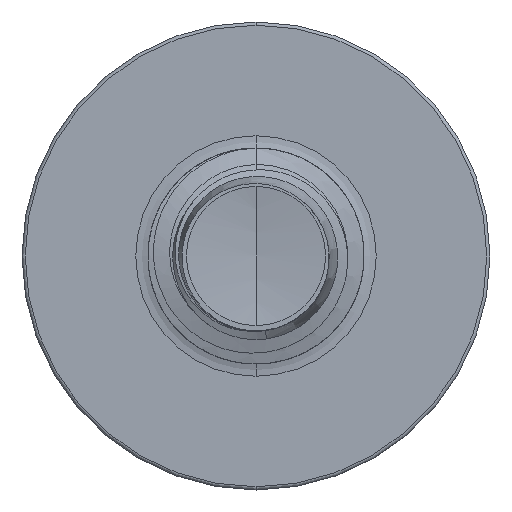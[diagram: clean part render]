
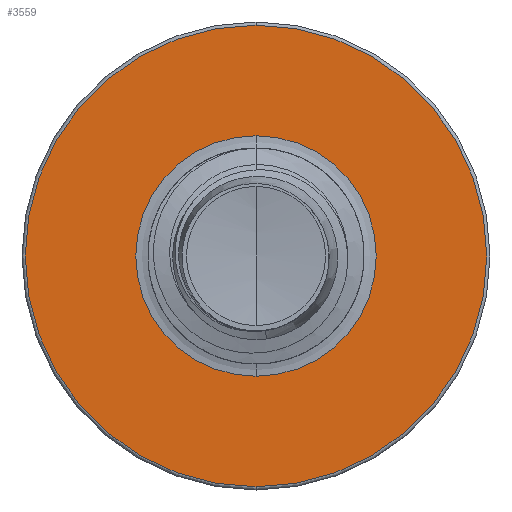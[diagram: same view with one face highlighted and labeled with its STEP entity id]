
A CAD part, front view. The second image highlights one B-rep face of the part: STEP entity #3559.
In plain terms, the highlighted planar face has unit normal (0, -1, 0).
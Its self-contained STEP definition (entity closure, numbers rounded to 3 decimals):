
#50 = VERTEX_POINT ( 'NONE', #5529 ) ;
#904 = DIRECTION ( 'NONE',  ( 0., 1., 0. ) ) ;
#2968 = CIRCLE ( 'NONE', #14900, 3.205 ) ;
#3253 = DIRECTION ( 'NONE',  ( 0., 0., 1. ) ) ;
#3559 = ADVANCED_FACE ( 'NONE', ( #11228, #3563 ), #6935, .F. ) ;
#3563 = FACE_BOUND ( 'NONE', #24208, .T. ) ;
#4466 = CARTESIAN_POINT ( 'NONE',  ( 0., 17.5, 0. ) ) ;
#4737 = ORIENTED_EDGE ( 'NONE', *, *, #9797, .F. ) ;
#5529 = CARTESIAN_POINT ( 'NONE',  ( 0., 17.5, 1.67 ) ) ;
#6257 = ORIENTED_EDGE ( 'NONE', *, *, #31266, .T. ) ;
#6410 = CARTESIAN_POINT ( 'NONE',  ( 0., 17.5, 3.205 ) ) ;
#6896 = DIRECTION ( 'NONE',  ( 0., 0., 1. ) ) ;
#6922 = DIRECTION ( 'NONE',  ( 0., 1., 0. ) ) ;
#6935 = PLANE ( 'NONE',  #16130 ) ;
#7389 = CARTESIAN_POINT ( 'NONE',  ( 0., 17.5, -1.67 ) ) ;
#7821 = DIRECTION ( 'NONE',  ( 0., 0., 1. ) ) ;
#9214 = AXIS2_PLACEMENT_3D ( 'NONE', #4466, #25148, #7821 ) ;
#9797 = EDGE_CURVE ( 'NONE', #30349, #27825, #2968, .T. ) ;
#10346 = CARTESIAN_POINT ( 'NONE',  ( 0., 17.5, -3.205 ) ) ;
#10649 = CIRCLE ( 'NONE', #33947, 3.205 ) ;
#11228 = FACE_OUTER_BOUND ( 'NONE', #17026, .T. ) ;
#12891 = CARTESIAN_POINT ( 'NONE',  ( 0., 17.5, 0. ) ) ;
#13751 = ORIENTED_EDGE ( 'NONE', *, *, #16722, .T. ) ;
#14900 = AXIS2_PLACEMENT_3D ( 'NONE', #19639, #904, #22412 ) ;
#16039 = DIRECTION ( 'NONE',  ( 0., 0., 1. ) ) ;
#16130 = AXIS2_PLACEMENT_3D ( 'NONE', #7389, #6922, #6896 ) ;
#16369 = CIRCLE ( 'NONE', #9214, 1.67 ) ;
#16722 = EDGE_CURVE ( 'NONE', #50, #30059, #16868, .T. ) ;
#16728 = EDGE_CURVE ( 'NONE', #27825, #30349, #10649, .T. ) ;
#16868 = CIRCLE ( 'NONE', #28919, 1.67 ) ;
#17026 = EDGE_LOOP ( 'NONE', ( #4737, #21014 ) ) ;
#19639 = CARTESIAN_POINT ( 'NONE',  ( 0., 17.5, 0. ) ) ;
#21014 = ORIENTED_EDGE ( 'NONE', *, *, #16728, .F. ) ;
#21618 = DIRECTION ( 'NONE',  ( 0., 1., 0. ) ) ;
#22412 = DIRECTION ( 'NONE',  ( 0., 0., 1. ) ) ;
#24039 = CARTESIAN_POINT ( 'NONE',  ( 0., 17.5, -1.67 ) ) ;
#24208 = EDGE_LOOP ( 'NONE', ( #13751, #6257 ) ) ;
#25148 = DIRECTION ( 'NONE',  ( 0., 1., 0. ) ) ;
#27825 = VERTEX_POINT ( 'NONE', #10346 ) ;
#28919 = AXIS2_PLACEMENT_3D ( 'NONE', #12891, #31148, #16039 ) ;
#30059 = VERTEX_POINT ( 'NONE', #24039 ) ;
#30349 = VERTEX_POINT ( 'NONE', #6410 ) ;
#31148 = DIRECTION ( 'NONE',  ( 0., 1., 0. ) ) ;
#31266 = EDGE_CURVE ( 'NONE', #30059, #50, #16369, .T. ) ;
#33947 = AXIS2_PLACEMENT_3D ( 'NONE', #36169, #21618, #3253 ) ;
#36169 = CARTESIAN_POINT ( 'NONE',  ( 0., 17.5, 0. ) ) ;
